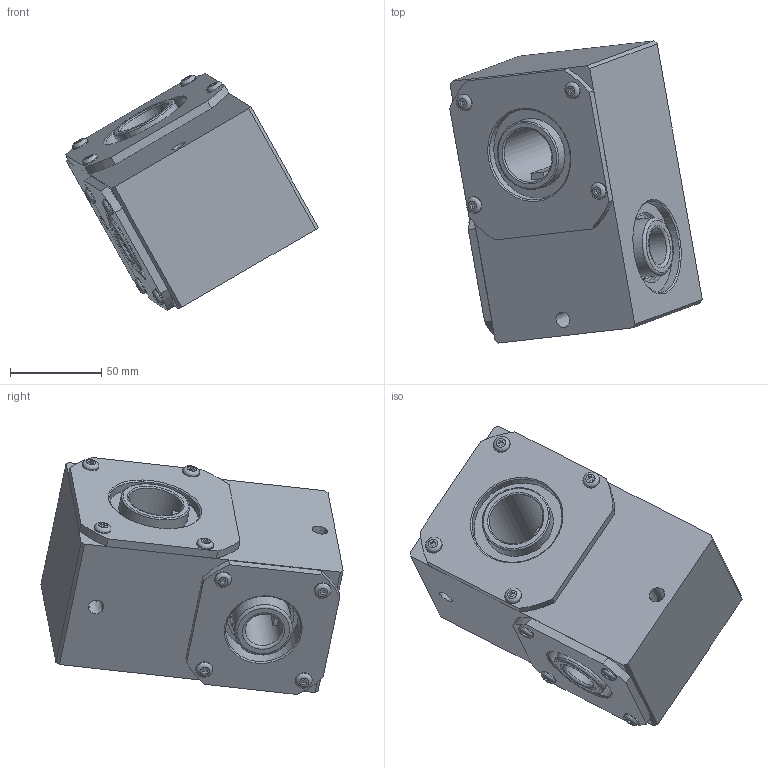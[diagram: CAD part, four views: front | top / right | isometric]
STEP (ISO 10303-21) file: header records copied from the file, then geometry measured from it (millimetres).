
FILE_DESCRIPTION((''),'2;1');
FILE_NAME('4305-0050 STD ALPHA METRIC 3-2 A-30MM B-20MM.stp','2010-12-13T11:45:09',('WCB'),(''),'Autodesk Inventor 2010','Autodesk Inventor 2010','');
FILE_SCHEMA(('AUTOMOTIVE_DESIGN { 1 0 10303 214 1 1 1 1 }'));
Length unit declared in the file: inch
Products named in the file (29): 4305-0050 STD ALPHA METRIC 3-2 A-30MM B-20MM; 4304-4707 HSG STD ALPHA 3-2 METRIC; R24 BEARING 4300-1207; R24 BEARING CAGE; R24 BEARING SHIELD; 4300-1151 R20 DBL. SEAL BEARING; PART3; PART5; a bore ALPHA cap bearing seal assy; 4304-4225 cap A-BORE 2-1 ALPHA; o-ring -234 4300-1123 70 DUR; PHMS 10-32-; B BORE 20T GEAR ASSY; Spur gearing 20/20, 2; KEY, .25 SQ .874 LENGTH; o-ring -028  1150-1132; 4304-4169; o-ring -030; b bore cap bearing assy 1-1 3-2; 4304-4091; o-ring -230 4300-1122 70 DUR; A-BORE 30mm ALPHA GEAR & SHAFT ASSY; Spur gearing 30/30, 3.0005; 4304-4228 gear spacer fb a-bore; 4304-4244 30mm bore shaft fb a-bore; o-ring -033; 4304-4247 key, 30mm shaft fb a&b bore; 4304-4218 shaft, 20mm IAS B-bore 1-1, 3-2; 4304-4217 key, 6mm wide for 20mm bore shaft
Assembly tree (48 placements, depth 4):
  4305-0050 STD ALPHA METRIC 3-2 A-30MM B-20MM
    4304-4707 HSG STD ALPHA 3-2 METRIC
    R24 BEARING 4300-1207
      R24 BEARING CAGE
      R24 BEARING SHIELD  x2
    4300-1151 R20 DBL. SEAL BEARING
      PART3
      PART5  x2
    a bore ALPHA cap bearing seal assy
      4304-4225 cap A-BORE 2-1 ALPHA
      R24 BEARING 4300-1207
        R24 BEARING CAGE
        R24 BEARING SHIELD  x2
      o-ring -234 4300-1123 70 DUR
    PHMS 10-32-  x8
    B BORE 20T GEAR ASSY
      Spur gearing 20/20, 2
      KEY, .25 SQ .874 LENGTH
      o-ring -028  1150-1132  x2
      4304-4169  x2
      o-ring -030  x2
    b bore cap bearing assy 1-1 3-2
      4304-4091
      4300-1151 R20 DBL. SEAL BEARING
        PART3
        PART5  x2
      o-ring -230 4300-1122 70 DUR
    A-BORE 30mm ALPHA GEAR & SHAFT ASSY
      Spur gearing 30/30, 3.0005
      4304-4228 gear spacer fb a-bore  x2
      4304-4244 30mm bore shaft fb a-bore
      o-ring -030  x2
      o-ring -033  x2
      o-ring -028  1150-1132  x2
      4304-4247 key, 30mm shaft fb a&b bore
    4304-4218 shaft, 20mm IAS B-bore 1-1, 3-2
    4304-4217 key, 6mm wide for 20mm bore shaft
Bounding box: 138.18 x 165.34 x 129.65 mm (x, y, z)
Volume: 764357.1 mm3; surface area: 304684.5 mm2
Topology: 50 solids, 50 shells, 774 faces, 1801 edges, 1181 vertices
Faces by surface type: plane 264, bspline 235, cylinder 182, torus 81, cone 12
Full cylindrical faces by diameter (mm): 4.826 x8, 9.169 x8, 20.015 x1, 29.159 x2, 30.023 x1, 31.699 x3, 31.75 x2, 31.775 x2, 34.544 x4, 34.646 x2, 35.458 x2, 36.551 x8, 37.313 x2, 38.049 x3, 38.1 x4, 38.608 x2, 39.421 x2, 40.996 x4, 41.275 x1, 45.771 x4, 48.26 x6, 48.311 x2, 48.641 x2, 50.368 x3, 50.521 x2, 51.587 x2, 52.349 x8, 55.296 x2, 57.15 x4, 57.836 x2
Entity records: 21751 total; most frequent: CARTESIAN_POINT 8474, DIRECTION 2513, ORIENTED_EDGE 2472, EDGE_CURVE 1236, AXIS2_PLACEMENT_3D 1155, VERTEX_POINT 893, EDGE_LOOP 794, CIRCLE 755
